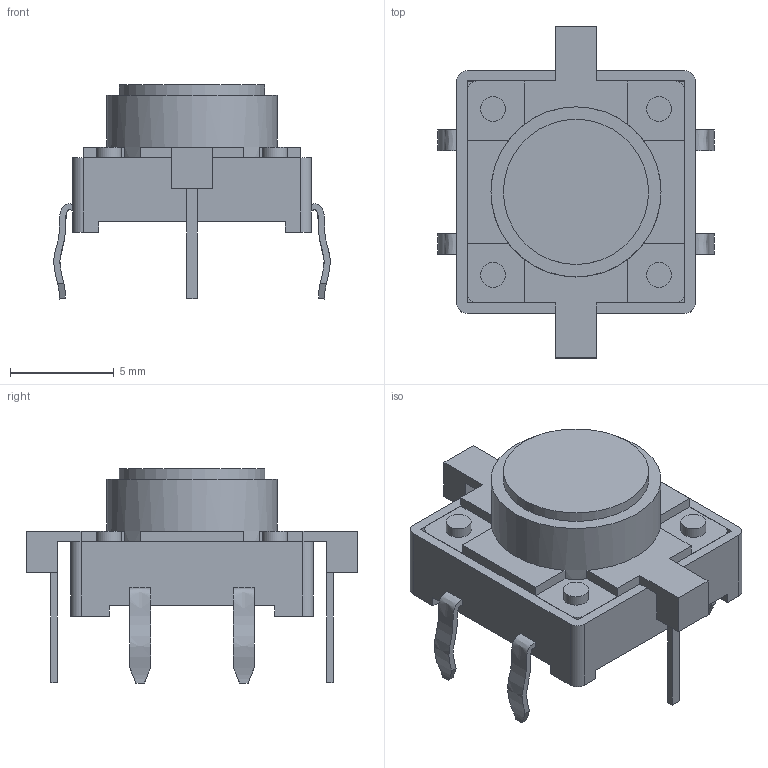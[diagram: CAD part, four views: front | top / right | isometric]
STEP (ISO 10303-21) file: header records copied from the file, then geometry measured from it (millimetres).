
FILE_DESCRIPTION(('STEP AP242'), '1');
FILE_NAME('Button', '', ('UNSPECIFIED'), ('UNSPECIFIED'), 'C3D Converter', 'C3D Toolkit', '');
FILE_SCHEMA(('AP242_MANAGED_MODEL_BASED_3D_ENGINEERING_MIM_LF { 1 0 10303 442 1 1 4 }'));
Length unit declared in the file: millimetre
Assembly tree (4 placements, depth 2):
  (unnamed)
    (unnamed)
    (unnamed)
    (unnamed)
    (unnamed)
Bounding box: 13.33 x 16 x 10.33 mm (x, y, z)
Volume: 636.6 mm3; surface area: 1068.2 mm2
Topology: 9 solids, 9 shells, 127 faces, 310 edges, 208 vertices
Faces by surface type: plane 100, cylinder 19, bspline 8
Full cylindrical faces by diameter (mm): 1.2 x8, 7 x2, 8.2 x1
Entity records: 7120 total; most frequent: CARTESIAN_POINT 3226, ORIENTED_EDGE 596, DIRECTION 560, EDGE_CURVE 298, LINE 220, VECTOR 220, VERTEX_POINT 206, AXIS2_PLACEMENT_3D 170
